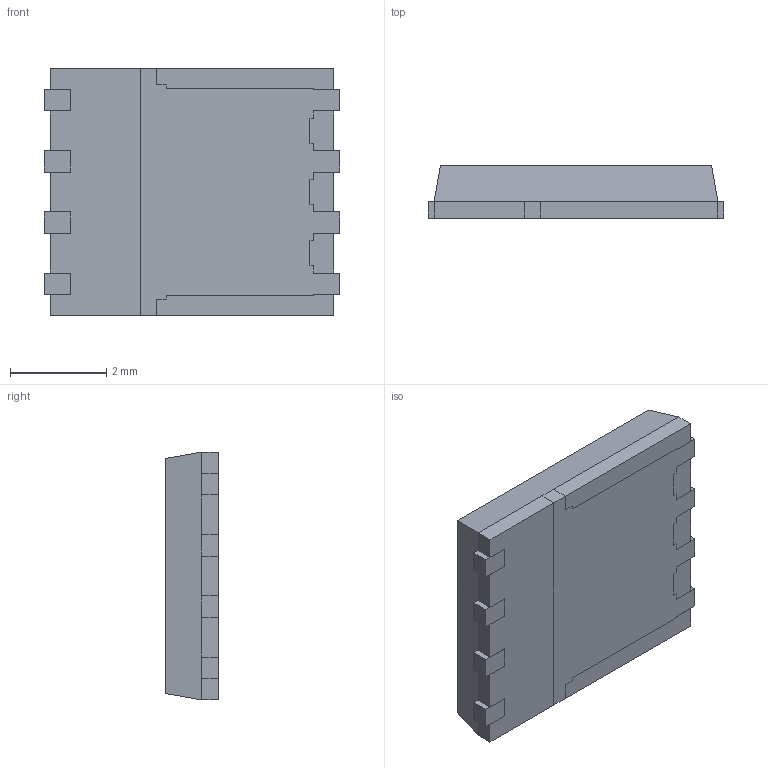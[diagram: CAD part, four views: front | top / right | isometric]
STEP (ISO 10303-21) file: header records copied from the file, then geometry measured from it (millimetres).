
FILE_DESCRIPTION (( 'STEP AP214' ), '1' );
FILE_NAME ('BSC047N08NS3GATMA1.STEP', '2023-04-27T20:10:38', ( '' ), ( '' ), 'SwSTEP 2.0', 'SolidWorks 2021', '' );
FILE_SCHEMA (( 'AUTOMOTIVE_DESIGN' ));
Length unit declared in the file: millimetre
Products named in the file (1): BSC047N08NS3GATMA1
Bounding box: 6.15 x 1.1 x 5.15 mm (x, y, z)
Volume: 32.5 mm3; surface area: 135.4 mm2
Topology: 7 solids, 7 shells, 149 faces, 378 edges, 244 vertices
Faces by surface type: plane 145, cylinder 4
Entity records: 4456 total; most frequent: CARTESIAN_POINT 772, ORIENTED_EDGE 756, DIRECTION 686, EDGE_CURVE 378, VECTOR 370, LINE 370, VERTEX_POINT 244, AXIS2_PLACEMENT_3D 158
